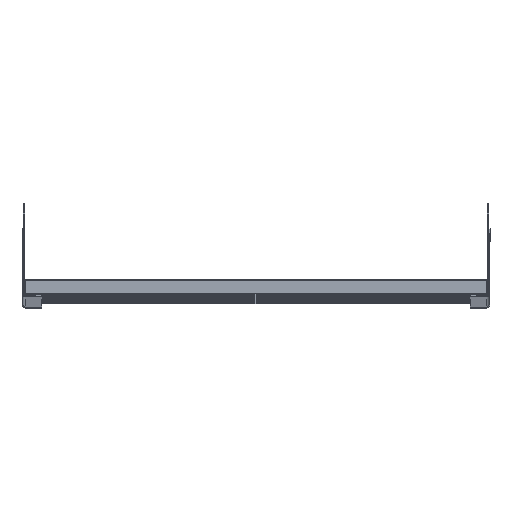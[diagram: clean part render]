
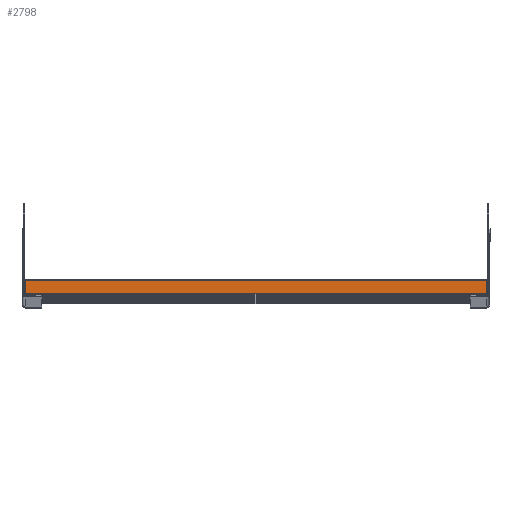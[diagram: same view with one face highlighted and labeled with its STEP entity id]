
A CAD part, top view. The second image highlights one B-rep face of the part: STEP entity #2798.
In plain terms, the highlighted planar face has unit normal (0, 0, 1).
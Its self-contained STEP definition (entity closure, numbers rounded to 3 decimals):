
#206 = EDGE_CURVE ( 'NONE', #18414, #18427, #3355, .T. ) ;
#208 = EDGE_CURVE ( 'NONE', #18424, #18425, #3359, .T. ) ;
#212 = EDGE_CURVE ( 'NONE', #18428, #18431, #3367, .T. ) ;
#235 = EDGE_CURVE ( 'NONE', #18441, #18439, #3892, .T. ) ;
#237 = EDGE_CURVE ( 'NONE', #18427, #18439, #3896, .T. ) ;
#238 = EDGE_CURVE ( 'NONE', #18414, #18425, #3898, .T. ) ;
#239 = EDGE_CURVE ( 'NONE', #18424, #18431, #3900, .T. ) ;
#240 = EDGE_CURVE ( 'NONE', #18428, #18441, #3902, .T. ) ;
#1105 = ORIENTED_EDGE ( 'NONE', *, *, #237, .F. ) ;
#1106 = ORIENTED_EDGE ( 'NONE', *, *, #206, .F. ) ;
#1107 = ORIENTED_EDGE ( 'NONE', *, *, #238, .T. ) ;
#1108 = ORIENTED_EDGE ( 'NONE', *, *, #208, .F. ) ;
#1109 = ORIENTED_EDGE ( 'NONE', *, *, #239, .T. ) ;
#1110 = ORIENTED_EDGE ( 'NONE', *, *, #212, .F. ) ;
#1111 = ORIENTED_EDGE ( 'NONE', *, *, #240, .T. ) ;
#1112 = ORIENTED_EDGE ( 'NONE', *, *, #235, .T. ) ;
#2798 = ADVANCED_FACE ( 'NONE', ( #9863 ), #9040, .T. ) ;
#3017 = EDGE_LOOP ( 'NONE', ( #1105, #1106, #1107, #1108, #1109, #1110, #1111, #1112 ) ) ;
#3355 = LINE ( 'NONE', #3459, #3358 ) ;
#3358 = VECTOR ( 'NONE', #3461, 1000. ) ;
#3359 = LINE ( 'NONE', #3463, #3362 ) ;
#3362 = VECTOR ( 'NONE', #3465, 1000. ) ;
#3367 = LINE ( 'NONE', #3471, #3370 ) ;
#3370 = VECTOR ( 'NONE', #3473, 1000. ) ;
#3459 = CARTESIAN_POINT ( 'NONE',  ( 0.7, -18.709, 2877.21 ) ) ;
#3461 = DIRECTION ( 'NONE',  ( -1., 0., 0. ) ) ;
#3463 = CARTESIAN_POINT ( 'NONE',  ( 0.7, -18.709, 2877.21 ) ) ;
#3465 = DIRECTION ( 'NONE',  ( -1., 0., 0. ) ) ;
#3471 = CARTESIAN_POINT ( 'NONE',  ( 0.7, -18.709, 2877.21 ) ) ;
#3473 = DIRECTION ( 'NONE',  ( -1., 0., 0. ) ) ;
#3507 = CARTESIAN_POINT ( 'NONE',  ( 0.7, -2.709, 2877.21 ) ) ;
#3509 = DIRECTION ( 'NONE',  ( -1., 0., 0. ) ) ;
#3511 = CARTESIAN_POINT ( 'NONE',  ( -496.3, -18.709, 2877.21 ) ) ;
#3512 = DIRECTION ( 'NONE',  ( 0., 1., 0. ) ) ;
#3513 = CARTESIAN_POINT ( 'NONE',  ( 0.7, -18.709, 2877.21 ) ) ;
#3514 = DIRECTION ( 'NONE',  ( 1., 0., 0. ) ) ;
#3515 = CARTESIAN_POINT ( 'NONE',  ( 0.7, -18.709, 2877.21 ) ) ;
#3516 = DIRECTION ( 'NONE',  ( 1., 0., 0. ) ) ;
#3517 = CARTESIAN_POINT ( 'NONE',  ( 0.7, -18.709, 2877.21 ) ) ;
#3518 = DIRECTION ( 'NONE',  ( 0., 1., 0. ) ) ;
#3892 = LINE ( 'NONE', #3507, #3895 ) ;
#3895 = VECTOR ( 'NONE', #3509, 1000. ) ;
#3896 = LINE ( 'NONE', #3511, #3899 ) ;
#3898 = LINE ( 'NONE', #3513, #3901 ) ;
#3899 = VECTOR ( 'NONE', #3512, 1000. ) ;
#3900 = LINE ( 'NONE', #3515, #3903 ) ;
#3901 = VECTOR ( 'NONE', #3514, 1000. ) ;
#3902 = LINE ( 'NONE', #3517, #3905 ) ;
#3903 = VECTOR ( 'NONE', #3516, 1000. ) ;
#3905 = VECTOR ( 'NONE', #3518, 1000. ) ;
#5981 = AXIS2_PLACEMENT_3D ( 'NONE', #9025, #9043, #9045 ) ;
#9025 = CARTESIAN_POINT ( 'NONE',  ( 0.7, -18.709, 2877.21 ) ) ;
#9040 = PLANE ( 'NONE',  #5981 ) ;
#9043 = DIRECTION ( 'NONE',  ( 0., 0., 1. ) ) ;
#9045 = DIRECTION ( 'NONE',  ( 0., -1., 0. ) ) ;
#9863 = FACE_OUTER_BOUND ( 'NONE', #3017, .T. ) ;
#15657 = CARTESIAN_POINT ( 'NONE',  ( -485.1, -18.709, 2877.21 ) ) ;
#15667 = CARTESIAN_POINT ( 'NONE',  ( -17.3, -18.709, 2877.21 ) ) ;
#15668 = CARTESIAN_POINT ( 'NONE',  ( -478.3, -18.709, 2877.21 ) ) ;
#15670 = CARTESIAN_POINT ( 'NONE',  ( -496.3, -18.709, 2877.21 ) ) ;
#15671 = CARTESIAN_POINT ( 'NONE',  ( 0.7, -18.709, 2877.21 ) ) ;
#15674 = CARTESIAN_POINT ( 'NONE',  ( -10.5, -18.709, 2877.21 ) ) ;
#15682 = CARTESIAN_POINT ( 'NONE',  ( -496.3, -2.709, 2877.21 ) ) ;
#15684 = CARTESIAN_POINT ( 'NONE',  ( 0.7, -2.709, 2877.21 ) ) ;
#18414 = VERTEX_POINT ( 'NONE', #15657 ) ;
#18424 = VERTEX_POINT ( 'NONE', #15667 ) ;
#18425 = VERTEX_POINT ( 'NONE', #15668 ) ;
#18427 = VERTEX_POINT ( 'NONE', #15670 ) ;
#18428 = VERTEX_POINT ( 'NONE', #15671 ) ;
#18431 = VERTEX_POINT ( 'NONE', #15674 ) ;
#18439 = VERTEX_POINT ( 'NONE', #15682 ) ;
#18441 = VERTEX_POINT ( 'NONE', #15684 ) ;
